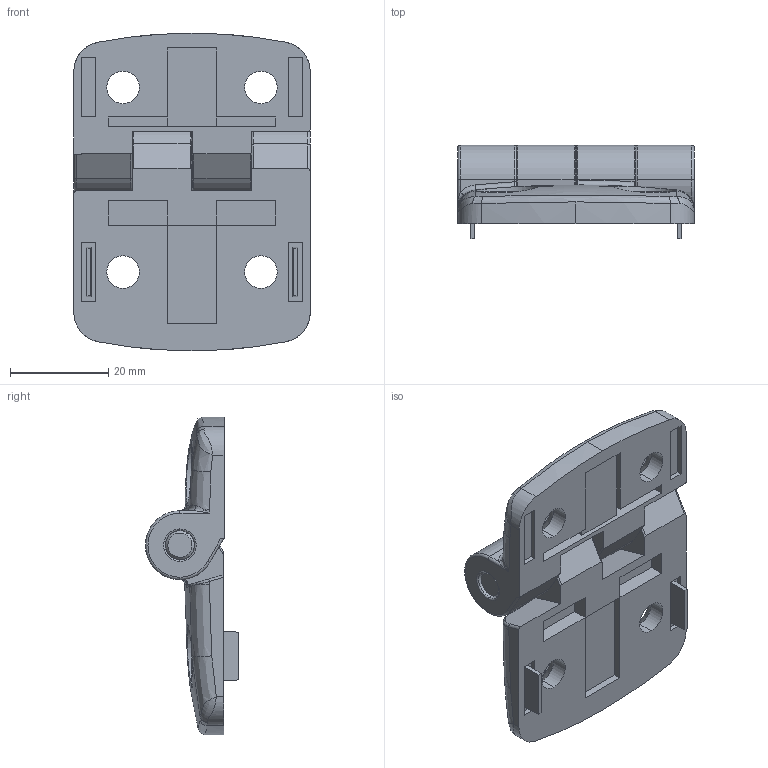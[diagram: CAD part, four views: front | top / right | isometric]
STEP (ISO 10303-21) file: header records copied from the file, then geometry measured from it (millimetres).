
FILE_DESCRIPTION (( 'STEP AP214' ), '1' );
FILE_NAME ('095k2540f00.STEP', '2014-05-20T12:24:13', ( '' ), ( '' ), 'SwSTEP 2.0', 'SolidWorks 2014', '' );
FILE_SCHEMA (( 'AUTOMOTIVE_DESIGN' ));
Length unit declared in the file: millimetre
Products named in the file (4): 095k40f00_095 k 40 f10; 095k-02k; 095k25f00_095 k 25 f00; 095k2540f00
Assembly tree (3 placements, depth 2):
  095k2540f00
    095k25f00_095 k 25 f00
    095k-02k
    095k40f00_095 k 40 f10
Bounding box: 48 x 18.9 x 64.5 mm (x, y, z)
Volume: 21181.5 mm3; surface area: 11934.2 mm2
Topology: 3 solids, 3 shells, 304 faces, 809 edges, 511 vertices
Faces by surface type: plane 145, cylinder 79, bspline 46, torus 23, cone 11
Entity records: 11724 total; most frequent: CARTESIAN_POINT 4347, ORIENTED_EDGE 1606, DIRECTION 1396, EDGE_CURVE 803, VERTEX_POINT 511, AXIS2_PLACEMENT_3D 489, VECTOR 418, LINE 418
